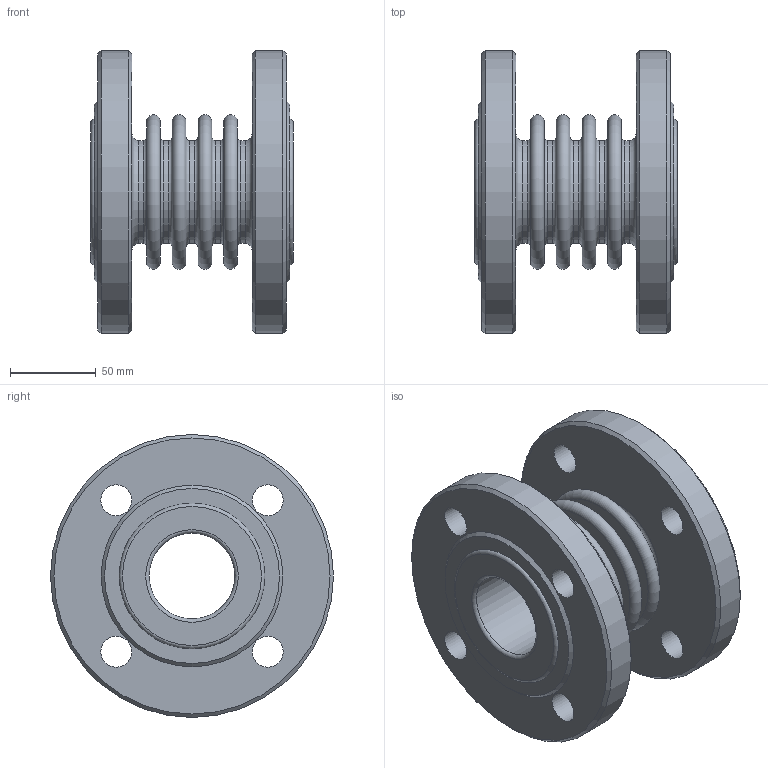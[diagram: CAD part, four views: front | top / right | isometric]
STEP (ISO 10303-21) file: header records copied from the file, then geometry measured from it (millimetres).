
FILE_DESCRIPTION(/* description */ (''),/* implementation_level */ '2;1');
FILE_NAME(/* name */ 'DN50_3D_STEP.stp',/* time_stamp */ '2025-11-21T15:15:51+03:00',/* author */ ('igorr'),/* organization */ (''),/* preprocessor_version */ 'ST-DEVELOPER v20',/* originating_system */ 'Autodesk Inventor 2025',/* authorisation */ '');
FILE_SCHEMA (('AUTOMOTIVE_DESIGN { 1 0 10303 214 3 1 1 }'));
Length unit declared in the file: millimetre
Products named in the file (1): Деталь1
Bounding box: 118 x 165 x 165 mm (x, y, z)
Volume: 940783.2 mm3; surface area: 157257 mm2
Topology: 1 solids, 1 shells, 56 faces, 114 edges, 74 vertices
Faces by surface type: torus 18, cylinder 16, plane 16, cone 6
Full cylindrical faces by diameter (mm): 18 x8, 50 x1, 60 x5, 165 x2
Entity records: 1675 total; most frequent: DIRECTION 320, CARTESIAN_POINT 245, ORIENTED_EDGE 228, AXIS2_PLACEMENT_3D 149, EDGE_CURVE 114, CIRCLE 92, EDGE_LOOP 88, VERTEX_POINT 74
